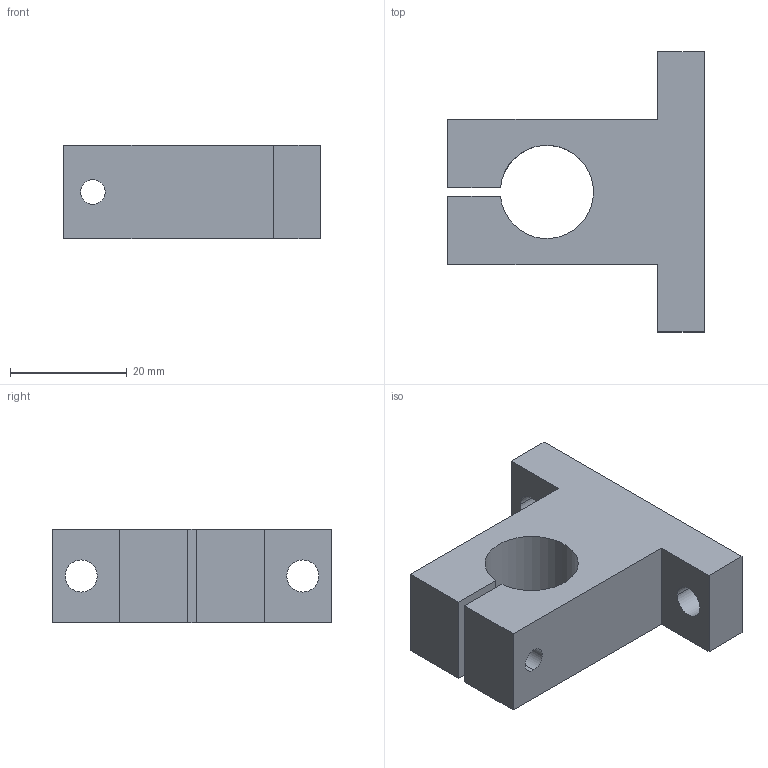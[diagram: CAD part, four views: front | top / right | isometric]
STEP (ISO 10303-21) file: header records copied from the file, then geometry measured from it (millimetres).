
FILE_DESCRIPTION(('none'),'2,1');
FILE_NAME('','Fri Jun 12 11:33:00 2015',('Unknown author'),(''),'HOOPS Exchange','Windows','Unknown authorisation');
FILE_SCHEMA( ('AUTOMOTIVE_DESIGN { 1 0 10303 214 1 1 1 1 }') );
Length unit declared in the file: millimetre
Products named in the file (2): SK16; Valor predeterminado
Assembly tree (1 placements, depth 2):
  SK16
    Valor predeterminado
Bounding box: 44 x 48 x 16 mm (x, y, z)
Volume: 16327.8 mm3; surface area: 6584.3 mm2
Topology: 1 solids, 1 shells, 22 faces, 61 edges, 41 vertices
Faces by surface type: plane 13, cylinder 9
Entity records: 1515 total; most frequent: CARTESIAN_POINT 436, DIRECTION 130, DEFINITIONAL_REPRESENTATION 122, PCURVE 122, ORIENTED_EDGE 122, B_SPLINE_CURVE_WITH_KNOTS 103, INTERSECTION_CURVE 61, EDGE_CURVE 61
